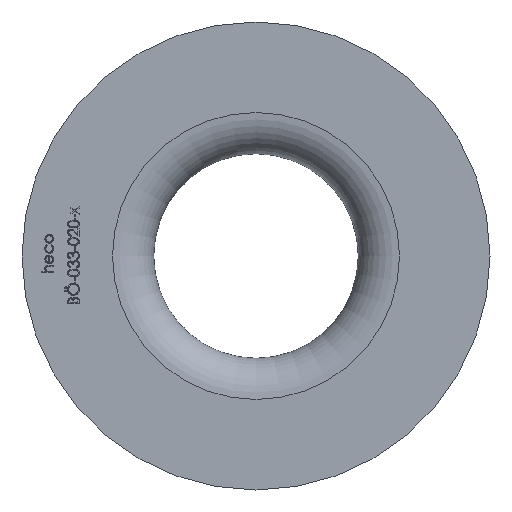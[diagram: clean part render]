
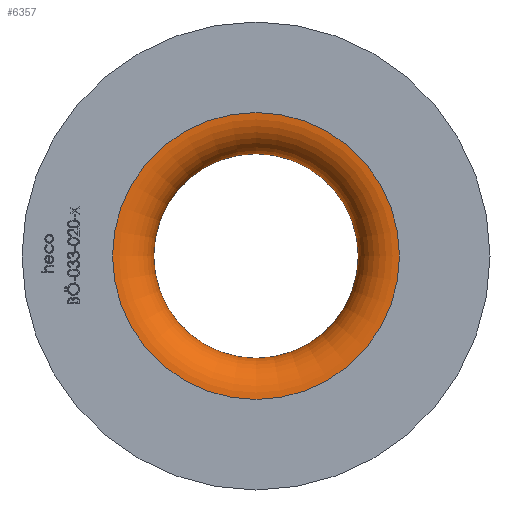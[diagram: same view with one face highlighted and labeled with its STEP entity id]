
A CAD part, left-side view. The second image highlights one B-rep face of the part: STEP entity #6357.
In plain terms, the highlighted toroidal (fillet/blend) face has major radius 20.85 mm and minor radius 6 mm.
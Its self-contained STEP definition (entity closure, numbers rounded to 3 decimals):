
#623 = VERTEX_POINT ( 'NONE', #8151 ) ;
#1175 = DIRECTION ( 'NONE',  ( -1., 0., 0. ) ) ;
#1586 = EDGE_LOOP ( 'NONE', ( #15749 ) ) ;
#3079 = FACE_OUTER_BOUND ( 'NONE', #15123, .T. ) ;
#4435 = VERTEX_POINT ( 'NONE', #8069 ) ;
#4574 = CARTESIAN_POINT ( 'NONE',  ( 6., 0., 0. ) ) ;
#5235 = AXIS2_PLACEMENT_3D ( 'NONE', #7880, #5487, #6730 ) ;
#5251 = AXIS2_PLACEMENT_3D ( 'NONE', #4574, #9715, #14837 ) ;
#5487 = DIRECTION ( 'NONE',  ( -1., 0., 0. ) ) ;
#6357 = ADVANCED_FACE ( 'NONE', ( #3079, #12056 ), #12414, .T. ) ;
#6730 = DIRECTION ( 'NONE',  ( 0., 0., 1. ) ) ;
#7880 = CARTESIAN_POINT ( 'NONE',  ( 6., 0., 0. ) ) ;
#8069 = CARTESIAN_POINT ( 'NONE',  ( 0., 0., 20.85 ) ) ;
#8151 = CARTESIAN_POINT ( 'NONE',  ( 6., 0., 14.85 ) ) ;
#9240 = CIRCLE ( 'NONE', #5251, 14.85 ) ;
#9715 = DIRECTION ( 'NONE',  ( -1., 0., 0. ) ) ;
#9865 = AXIS2_PLACEMENT_3D ( 'NONE', #13777, #1175, #16311 ) ;
#11576 = EDGE_CURVE ( 'NONE', #623, #623, #9240, .T. ) ;
#12056 = FACE_OUTER_BOUND ( 'NONE', #1586, .T. ) ;
#12414 = TOROIDAL_SURFACE ( 'NONE', #5235, 20.85, 6. ) ;
#13147 = ORIENTED_EDGE ( 'NONE', *, *, #11576, .F. ) ;
#13777 = CARTESIAN_POINT ( 'NONE',  ( 0., 0., 0. ) ) ;
#14103 = CIRCLE ( 'NONE', #9865, 20.85 ) ;
#14399 = EDGE_CURVE ( 'NONE', #4435, #4435, #14103, .T. ) ;
#14837 = DIRECTION ( 'NONE',  ( 0., 0., 1. ) ) ;
#15123 = EDGE_LOOP ( 'NONE', ( #13147 ) ) ;
#15749 = ORIENTED_EDGE ( 'NONE', *, *, #14399, .T. ) ;
#16311 = DIRECTION ( 'NONE',  ( 0., 0., 1. ) ) ;
